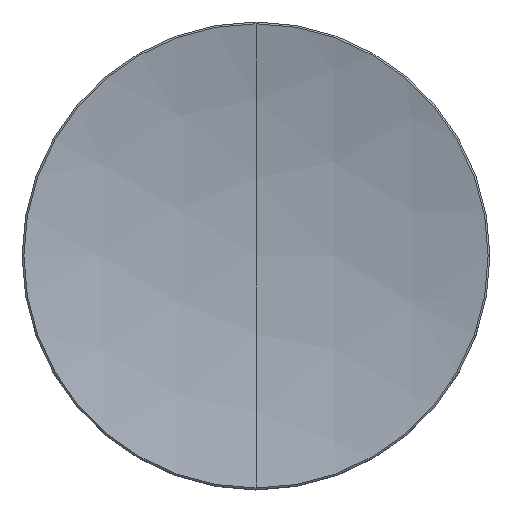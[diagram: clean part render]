
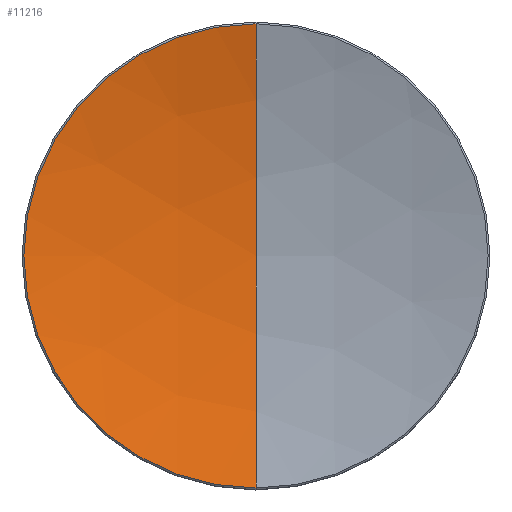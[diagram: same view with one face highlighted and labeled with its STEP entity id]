
A CAD part, top view. The second image highlights one B-rep face of the part: STEP entity #11216.
In plain terms, the highlighted spherical face has radius 100 mm.
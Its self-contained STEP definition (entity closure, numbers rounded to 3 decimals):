
#11031 = EDGE_LOOP ( 'NONE', ( #11217, #11190, #11214, #11035 ) ) ;
#11033 = EDGE_CURVE ( 'NONE', #11046, #11207, #15533, .T. ) ;
#11035 = ORIENTED_EDGE ( 'NONE', *, *, #11036, .F. ) ;
#11036 = EDGE_CURVE ( 'NONE', #11046, #11211, #15524, .T. ) ;
#11046 = VERTEX_POINT ( 'NONE', #15595 ) ;
#11190 = ORIENTED_EDGE ( 'NONE', *, *, #11212, .T. ) ;
#11207 = VERTEX_POINT ( 'NONE', #16145 ) ;
#11211 = VERTEX_POINT ( 'NONE', #15629 ) ;
#11212 = EDGE_CURVE ( 'NONE', #11207, #11215, #15871, .T. ) ;
#11214 = ORIENTED_EDGE ( 'NONE', *, *, #11218, .T. ) ;
#11215 = VERTEX_POINT ( 'NONE', #15870 ) ;
#11216 = ADVANCED_FACE ( 'NONE', ( #15368 ), #16130, .F. ) ;
#11217 = ORIENTED_EDGE ( 'NONE', *, *, #11033, .T. ) ;
#11218 = EDGE_CURVE ( 'NONE', #11215, #11211, #16167, .T. ) ;
#15368 = FACE_OUTER_BOUND ( 'NONE', #11031, .T. ) ;
#15474 = AXIS2_PLACEMENT_3D ( 'NONE', #15540, #15522, #15521 ) ;
#15515 = DIRECTION ( 'NONE',  ( 0., 0., 1. ) ) ;
#15516 = DIRECTION ( 'NONE',  ( -1., 0., 0. ) ) ;
#15517 = CARTESIAN_POINT ( 'NONE',  ( 0., 0., 104.5 ) ) ;
#15520 = AXIS2_PLACEMENT_3D ( 'NONE', #15517, #15516, #15515 ) ;
#15521 = DIRECTION ( 'NONE',  ( 1., 0., 0. ) ) ;
#15522 = DIRECTION ( 'NONE',  ( 0., 0., 1. ) ) ;
#15524 = CIRCLE ( 'NONE', #15520, 100. ) ;
#15533 = CIRCLE ( 'NONE', #15474, 25.206 ) ;
#15540 = CARTESIAN_POINT ( 'NONE',  ( 0., 0., 7.729 ) ) ;
#15595 = CARTESIAN_POINT ( 'NONE',  ( 0., 25.206, 7.729 ) ) ;
#15629 = CARTESIAN_POINT ( 'NONE',  ( 0., 0., 4.5 ) ) ;
#15827 = CARTESIAN_POINT ( 'NONE',  ( 0., 0., 7.729 ) ) ;
#15830 = AXIS2_PLACEMENT_3D ( 'NONE', #15827, #15906, #15910 ) ;
#15870 = CARTESIAN_POINT ( 'NONE',  ( 0., -25.206, 7.729 ) ) ;
#15871 = CIRCLE ( 'NONE', #15830, 25.206 ) ;
#15906 = DIRECTION ( 'NONE',  ( 0., 0., 1. ) ) ;
#15910 = DIRECTION ( 'NONE',  ( 1., 0., 0. ) ) ;
#16130 = SPHERICAL_SURFACE ( 'NONE', #16158, 100. ) ;
#16139 = DIRECTION ( 'NONE',  ( 0., 1., 0. ) ) ;
#16144 = DIRECTION ( 'NONE',  ( 1., 0., 0. ) ) ;
#16145 = CARTESIAN_POINT ( 'NONE',  ( -25.206, 0., 7.729 ) ) ;
#16153 = CARTESIAN_POINT ( 'NONE',  ( 0., 0., 104.5 ) ) ;
#16158 = AXIS2_PLACEMENT_3D ( 'NONE', #16153, #16144, #16139 ) ;
#16159 = CARTESIAN_POINT ( 'NONE',  ( 0., 0., 104.5 ) ) ;
#16160 = AXIS2_PLACEMENT_3D ( 'NONE', #16159, #16166, #16165 ) ;
#16165 = DIRECTION ( 'NONE',  ( 0., 1., 0. ) ) ;
#16166 = DIRECTION ( 'NONE',  ( 1., 0., 0. ) ) ;
#16167 = CIRCLE ( 'NONE', #16160, 100. ) ;
